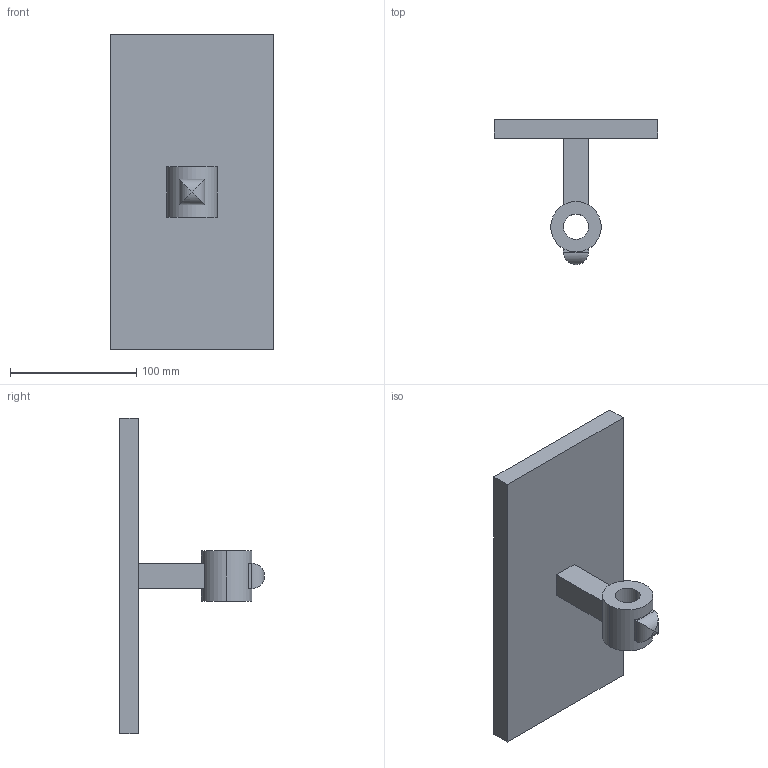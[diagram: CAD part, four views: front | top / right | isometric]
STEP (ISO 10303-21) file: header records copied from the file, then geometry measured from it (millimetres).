
FILE_DESCRIPTION (( 'STEP AP203' ), '1' );
FILE_NAME ('Table_Default_sldprt.STEP', '2024-10-13T13:51:53', ( '' ), ( '' ), 'SwSTEP 2.0', 'SolidWorks 2024', '' );
FILE_SCHEMA (( 'CONFIG_CONTROL_DESIGN' ));
Length unit declared in the file: millimetre
Products named in the file (1): Table_Default_sldprt
Bounding box: 130 x 115 x 250 mm (x, y, z)
Volume: 548560 mm3; surface area: 89670.8 mm2
Topology: 1 solids, 1 shells, 26 faces, 56 edges, 35 vertices
Faces by surface type: plane 18, cylinder 8
Entity records: 779 total; most frequent: CARTESIAN_POINT 130, DIRECTION 120, ORIENTED_EDGE 112, EDGE_CURVE 56, AXIS2_PLACEMENT_3D 41, VECTOR 38, LINE 38, VERTEX_POINT 35
